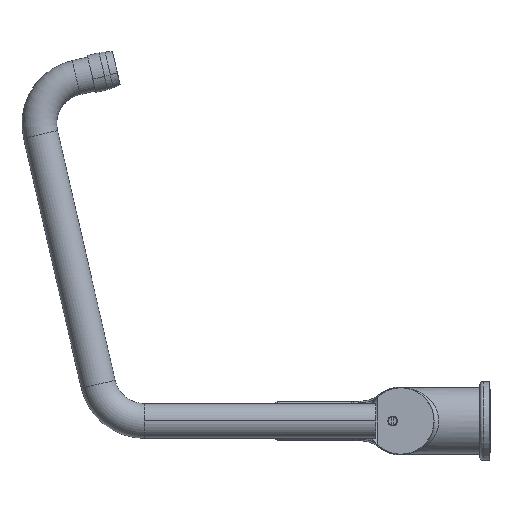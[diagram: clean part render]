
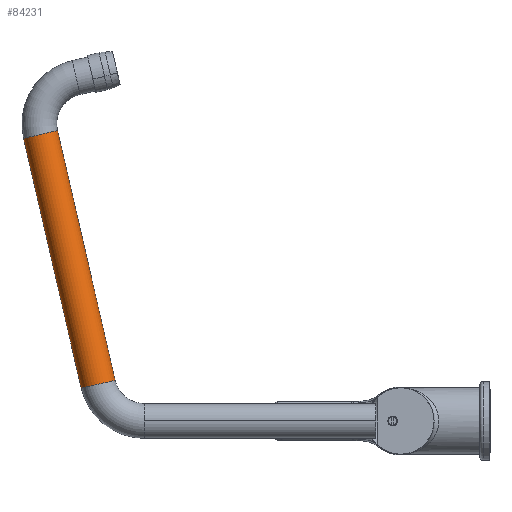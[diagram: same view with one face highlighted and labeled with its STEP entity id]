
A CAD part, left-side view. The second image highlights one B-rep face of the part: STEP entity #84231.
In plain terms, the highlighted cylindrical face has radius 11 mm (diameter 22 mm), a partial arc.
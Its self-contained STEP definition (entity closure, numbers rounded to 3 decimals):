
#980 = CARTESIAN_POINT ( 'NONE',  ( 25.726, 164.813, 0. ) ) ;
#6215 = LINE ( 'NONE', #195316, #145946 ) ;
#7122 = DIRECTION ( 'NONE',  ( 0.974, 0.225, 0. ) ) ;
#8149 = EDGE_CURVE ( 'NONE', #84620, #160803, #160022, .T. ) ;
#12931 = CARTESIAN_POINT ( 'NONE',  ( 23.251, 175.531, 0. ) ) ;
#16566 = VECTOR ( 'NONE', #140744, 1000. ) ;
#29240 = VERTEX_POINT ( 'NONE', #165731 ) ;
#30010 = ORIENTED_EDGE ( 'NONE', *, *, #182138, .F. ) ;
#36327 = CARTESIAN_POINT ( 'NONE',  ( 25.726, 164.813, 0. ) ) ;
#62129 = DIRECTION ( 'NONE',  ( 0., 0., 1. ) ) ;
#67031 = EDGE_CURVE ( 'NONE', #160803, #29240, #151528, .T. ) ;
#84231 = ADVANCED_FACE ( 'NONE', ( #121086 ), #148060, .T. ) ;
#84620 = VERTEX_POINT ( 'NONE', #120361 ) ;
#94428 = AXIS2_PLACEMENT_3D ( 'NONE', #153109, #199570, #200229 ) ;
#101425 = VERTEX_POINT ( 'NONE', #150638 ) ;
#102326 = ORIENTED_EDGE ( 'NONE', *, *, #123517, .F. ) ;
#117876 = EDGE_LOOP ( 'NONE', ( #171871, #173679, #30010, #102326 ) ) ;
#119613 = DIRECTION ( 'NONE',  ( 0.974, 0.225, 0. ) ) ;
#120361 = CARTESIAN_POINT ( 'NONE',  ( 20.777, 186.249, 0. ) ) ;
#121086 = FACE_OUTER_BOUND ( 'NONE', #117876, .T. ) ;
#121626 = AXIS2_PLACEMENT_3D ( 'NONE', #198280, #119613, #181231 ) ;
#123517 = EDGE_CURVE ( 'NONE', #84620, #101425, #6215, .T. ) ;
#123906 = DIRECTION ( 'NONE',  ( 0.974, 0.225, 0. ) ) ;
#140744 = DIRECTION ( 'NONE',  ( 0.974, 0.225, 0. ) ) ;
#145946 = VECTOR ( 'NONE', #7122, 1000. ) ;
#148060 = CYLINDRICAL_SURFACE ( 'NONE', #94428, 11. ) ;
#150638 = CARTESIAN_POINT ( 'NONE',  ( 178.791, 222.729, 0. ) ) ;
#151528 = LINE ( 'NONE', #980, #16566 ) ;
#153109 = CARTESIAN_POINT ( 'NONE',  ( 23.251, 175.531, 0. ) ) ;
#160022 = CIRCLE ( 'NONE', #176902, 11. ) ;
#160803 = VERTEX_POINT ( 'NONE', #36327 ) ;
#165731 = CARTESIAN_POINT ( 'NONE',  ( 183.74, 201.293, 0. ) ) ;
#171871 = ORIENTED_EDGE ( 'NONE', *, *, #8149, .T. ) ;
#173679 = ORIENTED_EDGE ( 'NONE', *, *, #67031, .T. ) ;
#176902 = AXIS2_PLACEMENT_3D ( 'NONE', #12931, #123906, #62129 ) ;
#178155 = CIRCLE ( 'NONE', #121626, 11. ) ;
#181231 = DIRECTION ( 'NONE',  ( 0., 0., 1. ) ) ;
#182138 = EDGE_CURVE ( 'NONE', #101425, #29240, #178155, .T. ) ;
#195316 = CARTESIAN_POINT ( 'NONE',  ( 20.777, 186.249, 0. ) ) ;
#198280 = CARTESIAN_POINT ( 'NONE',  ( 181.265, 212.011, 0. ) ) ;
#199570 = DIRECTION ( 'NONE',  ( 0.974, 0.225, 0. ) ) ;
#200229 = DIRECTION ( 'NONE',  ( -0.225, 0.974, 0. ) ) ;
